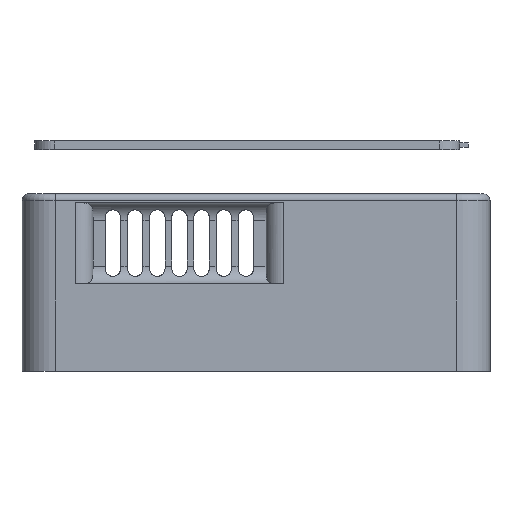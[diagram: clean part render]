
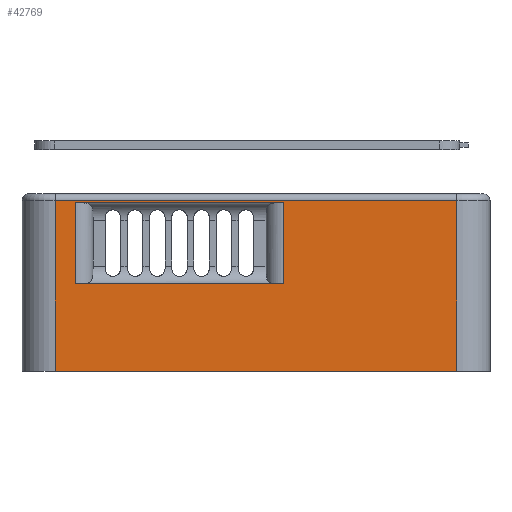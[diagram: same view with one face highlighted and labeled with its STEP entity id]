
A CAD part, left-side view. The second image highlights one B-rep face of the part: STEP entity #42769.
In plain terms, the highlighted planar face has unit normal (-1, 0, 0).
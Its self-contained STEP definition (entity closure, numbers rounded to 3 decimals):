
#79=FACE_BOUND('',#3140,.T.);
#1049=FACE_OUTER_BOUND('',#3139,.T.);
#3139=EDGE_LOOP('',(#28801,#28802,#28803,#28804));
#3140=EDGE_LOOP('',(#28805,#28806,#28807,#28808));
#6109=LINE('',#58705,#12152);
#6117=LINE('',#58720,#12160);
#6118=LINE('',#58724,#12161);
#6119=LINE('',#58725,#12162);
#6120=LINE('',#58728,#12163);
#6121=LINE('',#58730,#12164);
#6122=LINE('',#58732,#12165);
#6123=LINE('',#58733,#12166);
#12152=VECTOR('',#47727,1.);
#12160=VECTOR('',#47739,1.);
#12161=VECTOR('',#47744,1.);
#12162=VECTOR('',#47745,1.);
#12163=VECTOR('',#47746,1.);
#12164=VECTOR('',#47747,1.);
#12165=VECTOR('',#47748,1.);
#12166=VECTOR('',#47749,1.);
#18236=VERTEX_POINT('',#58629);
#18243=VERTEX_POINT('',#58701);
#18248=VERTEX_POINT('',#58719);
#18249=VERTEX_POINT('',#58723);
#18250=VERTEX_POINT('',#58726);
#18251=VERTEX_POINT('',#58727);
#18252=VERTEX_POINT('',#58729);
#18253=VERTEX_POINT('',#58731);
#22450=EDGE_CURVE('',#18236,#18243,#6109,.T.);
#22458=EDGE_CURVE('',#18243,#18248,#6117,.T.);
#22460=EDGE_CURVE('',#18249,#18236,#6118,.T.);
#22461=EDGE_CURVE('',#18249,#18248,#6119,.T.);
#22462=EDGE_CURVE('',#18250,#18251,#6120,.T.);
#22463=EDGE_CURVE('',#18252,#18250,#6121,.T.);
#22464=EDGE_CURVE('',#18252,#18253,#6122,.T.);
#22465=EDGE_CURVE('',#18251,#18253,#6123,.T.);
#28801=ORIENTED_EDGE('',*,*,#22450,.F.);
#28802=ORIENTED_EDGE('',*,*,#22460,.F.);
#28803=ORIENTED_EDGE('',*,*,#22461,.T.);
#28804=ORIENTED_EDGE('',*,*,#22458,.F.);
#28805=ORIENTED_EDGE('',*,*,#22462,.F.);
#28806=ORIENTED_EDGE('',*,*,#22463,.F.);
#28807=ORIENTED_EDGE('',*,*,#22464,.T.);
#28808=ORIENTED_EDGE('',*,*,#22465,.F.);
#40736=PLANE('',#44948);
#42769=ADVANCED_FACE('',(#1049,#79),#40736,.T.);
#44948=AXIS2_PLACEMENT_3D('',#58722,#47742,#47743);
#47727=DIRECTION('',(0.,-1.,0.));
#47739=DIRECTION('',(0.,0.,-1.));
#47742=DIRECTION('center_axis',(-1.,0.,0.));
#47743=DIRECTION('ref_axis',(0.,0.,1.));
#47744=DIRECTION('',(0.,0.,1.));
#47745=DIRECTION('',(0.,-1.,0.));
#47746=DIRECTION('',(0.,1.,0.));
#47747=DIRECTION('',(0.,0.,1.));
#47748=DIRECTION('',(0.,1.,0.));
#47749=DIRECTION('',(0.,0.,-1.));
#58629=CARTESIAN_POINT('',(-0.35,9.402,3.85));
#58701=CARTESIAN_POINT('',(-0.35,0.35,3.85));
#58705=CARTESIAN_POINT('',(-0.35,4.976,3.85));
#58719=CARTESIAN_POINT('',(-0.35,0.35,0.));
#58720=CARTESIAN_POINT('',(-0.35,0.35,1.925));
#58722=CARTESIAN_POINT('Origin',(-0.35,5.076,1.925));
#58723=CARTESIAN_POINT('',(-0.35,9.402,0.));
#58724=CARTESIAN_POINT('',(-0.35,9.402,1.925));
#58725=CARTESIAN_POINT('',(-0.35,5.076,0.));
#58726=CARTESIAN_POINT('',(-0.35,4.25,3.8));
#58727=CARTESIAN_POINT('',(-0.35,8.951,3.8));
#58728=CARTESIAN_POINT('',(-0.35,10.152,3.8));
#58729=CARTESIAN_POINT('',(-0.35,4.25,1.973));
#58730=CARTESIAN_POINT('',(-0.35,4.25,2.863));
#58731=CARTESIAN_POINT('',(-0.35,8.951,1.973));
#58732=CARTESIAN_POINT('',(-0.35,4.863,1.973));
#58733=CARTESIAN_POINT('',(-0.35,8.951,1.949));
